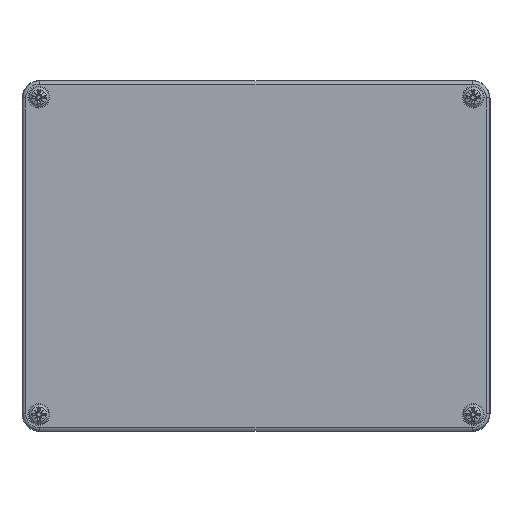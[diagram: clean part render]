
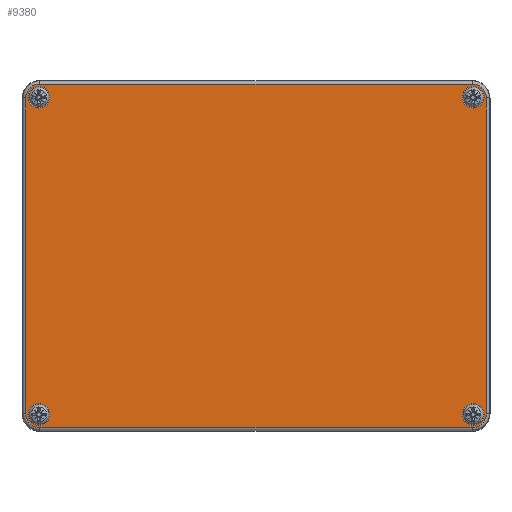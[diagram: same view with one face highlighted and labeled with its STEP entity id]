
A CAD part, top view. The second image highlights one B-rep face of the part: STEP entity #9380.
In plain terms, the highlighted face is planar.
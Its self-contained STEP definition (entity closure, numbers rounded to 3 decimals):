
#8840=CARTESIAN_POINT('',(70.55,-54.25,-15.5));
#8841=VERTEX_POINT('',#8840);
#8842=CARTESIAN_POINT('',(74.25,-54.25,-15.5));
#8843=DIRECTION('',(0.0,0.0,1.0));
#8844=DIRECTION('',(1.0,0.0,0.0));
#8845=AXIS2_PLACEMENT_3D('',#8842,#8843,#8844);
#8846=CIRCLE('',#8845,3.7);
#8847=EDGE_CURVE('',#8841,#8841,#8846,.T.);
#8880=CARTESIAN_POINT('',(70.55,54.25,-15.5));
#8881=VERTEX_POINT('',#8880);
#8882=CARTESIAN_POINT('',(74.25,54.25,-15.5));
#8883=DIRECTION('',(0.0,0.0,1.0));
#8884=DIRECTION('',(1.0,0.0,0.0));
#8885=AXIS2_PLACEMENT_3D('',#8882,#8883,#8884);
#8886=CIRCLE('',#8885,3.7);
#8887=EDGE_CURVE('',#8881,#8881,#8886,.T.);
#8920=CARTESIAN_POINT('',(-77.95,54.25,-15.5));
#8921=VERTEX_POINT('',#8920);
#8922=CARTESIAN_POINT('',(-74.25,54.25,-15.5));
#8923=DIRECTION('',(0.0,0.0,1.0));
#8924=DIRECTION('',(1.0,0.0,0.0));
#8925=AXIS2_PLACEMENT_3D('',#8922,#8923,#8924);
#8926=CIRCLE('',#8925,3.7);
#8927=EDGE_CURVE('',#8921,#8921,#8926,.T.);
#8960=CARTESIAN_POINT('',(-77.95,-54.25,-15.5));
#8961=VERTEX_POINT('',#8960);
#8962=CARTESIAN_POINT('',(-74.25,-54.25,-15.5));
#8963=DIRECTION('',(0.0,0.0,1.0));
#8964=DIRECTION('',(1.0,0.0,0.0));
#8965=AXIS2_PLACEMENT_3D('',#8962,#8963,#8964);
#8966=CIRCLE('',#8965,3.7);
#8967=EDGE_CURVE('',#8961,#8961,#8966,.T.);
#8991=CARTESIAN_POINT('',(74.,-58.747,-15.5));
#8992=VERTEX_POINT('',#8991);
#9000=CARTESIAN_POINT('',(78.747,-54.0,-15.5));
#9001=VERTEX_POINT('',#9000);
#9002=CARTESIAN_POINT('',(74.,-54.0,-15.5));
#9003=DIRECTION('',(0.0,0.0,1.0));
#9004=DIRECTION('',(0.707,-0.707,0.0));
#9005=AXIS2_PLACEMENT_3D('',#9002,#9003,#9004);
#9006=CIRCLE('',#9005,4.747);
#9007=EDGE_CURVE('',#8992,#9001,#9006,.T.);
#9035=CARTESIAN_POINT('',(-74.,-58.747,-15.5));
#9036=VERTEX_POINT('',#9035);
#9044=CARTESIAN_POINT('',(-74.,-58.747,-15.5));
#9045=DIRECTION('',(1.0,0.0,0.0));
#9046=VECTOR('',#9045,148.);
#9047=LINE('',#9044,#9046);
#9048=EDGE_CURVE('',#9036,#8992,#9047,.T.);
#9065=CARTESIAN_POINT('',(78.747,54.,-15.5));
#9066=VERTEX_POINT('',#9065);
#9083=CARTESIAN_POINT('',(78.747,-54.0,-15.5));
#9084=DIRECTION('',(0.0,1.0,0.0));
#9085=VECTOR('',#9084,108.);
#9086=LINE('',#9083,#9085);
#9087=EDGE_CURVE('',#9001,#9066,#9086,.T.);
#9099=CARTESIAN_POINT('',(-78.747,-54.0,-15.5));
#9100=VERTEX_POINT('',#9099);
#9108=CARTESIAN_POINT('',(-74.,-54.0,-15.5));
#9109=DIRECTION('',(0.0,0.0,1.0));
#9110=DIRECTION('',(-0.707,-0.707,0.0));
#9111=AXIS2_PLACEMENT_3D('',#9108,#9109,#9110);
#9112=CIRCLE('',#9111,4.747);
#9113=EDGE_CURVE('',#9100,#9036,#9112,.T.);
#9131=CARTESIAN_POINT('',(74.,58.747,-15.5));
#9132=VERTEX_POINT('',#9131);
#9150=CARTESIAN_POINT('',(74.,54.0,-15.5));
#9151=DIRECTION('',(0.0,0.0,1.0));
#9152=DIRECTION('',(0.707,0.707,0.0));
#9153=AXIS2_PLACEMENT_3D('',#9150,#9151,#9152);
#9154=CIRCLE('',#9153,4.747);
#9155=EDGE_CURVE('',#9066,#9132,#9154,.T.);
#9167=CARTESIAN_POINT('',(-78.747,54.0,-15.5));
#9168=VERTEX_POINT('',#9167);
#9176=CARTESIAN_POINT('',(-78.747,54.0,-15.5));
#9177=DIRECTION('',(0.0,-1.0,0.0));
#9178=VECTOR('',#9177,108.);
#9179=LINE('',#9176,#9178);
#9180=EDGE_CURVE('',#9168,#9100,#9179,.T.);
#9197=CARTESIAN_POINT('',(-74.,58.747,-15.5));
#9198=VERTEX_POINT('',#9197);
#9215=CARTESIAN_POINT('',(74.,58.747,-15.5));
#9216=DIRECTION('',(-1.0,0.0,0.0));
#9217=VECTOR('',#9216,148.);
#9218=LINE('',#9215,#9217);
#9219=EDGE_CURVE('',#9132,#9198,#9218,.T.);
#9238=CARTESIAN_POINT('',(-74.,54.0,-15.5));
#9239=DIRECTION('',(0.0,0.0,1.0));
#9240=DIRECTION('',(-0.707,0.707,0.0));
#9241=AXIS2_PLACEMENT_3D('',#9238,#9239,#9240);
#9242=CIRCLE('',#9241,4.747);
#9243=EDGE_CURVE('',#9198,#9168,#9242,.T.);
#9353=CARTESIAN_POINT('',(0.,0.,-15.5));
#9354=DIRECTION('',(0.0,0.0,1.0));
#9355=DIRECTION('',(1.0,0.0,0.0));
#9356=AXIS2_PLACEMENT_3D('',#9353,#9354,#9355);
#9357=PLANE('',#9356);
#9358=ORIENTED_EDGE('',*,*,#9007,.F.);
#9359=ORIENTED_EDGE('',*,*,#9048,.F.);
#9360=ORIENTED_EDGE('',*,*,#9113,.F.);
#9361=ORIENTED_EDGE('',*,*,#9180,.F.);
#9362=ORIENTED_EDGE('',*,*,#9243,.F.);
#9363=ORIENTED_EDGE('',*,*,#9219,.F.);
#9364=ORIENTED_EDGE('',*,*,#9155,.F.);
#9365=ORIENTED_EDGE('',*,*,#9087,.F.);
#9366=EDGE_LOOP('',(#9358,#9359,#9360,#9361,#9362,#9363,#9364,#9365));
#9367=FACE_OUTER_BOUND('',#9366,.T.);
#9368=ORIENTED_EDGE('',*,*,#8847,.T.);
#9369=EDGE_LOOP('',(#9368));
#9370=FACE_BOUND('',#9369,.T.);
#9371=ORIENTED_EDGE('',*,*,#8887,.T.);
#9372=EDGE_LOOP('',(#9371));
#9373=FACE_BOUND('',#9372,.T.);
#9374=ORIENTED_EDGE('',*,*,#8927,.T.);
#9375=EDGE_LOOP('',(#9374));
#9376=FACE_BOUND('',#9375,.T.);
#9377=ORIENTED_EDGE('',*,*,#8967,.T.);
#9378=EDGE_LOOP('',(#9377));
#9379=FACE_BOUND('',#9378,.T.);
#9380=ADVANCED_FACE('',(#9367,#9370,#9373,#9376,#9379),#9357,.F.);
